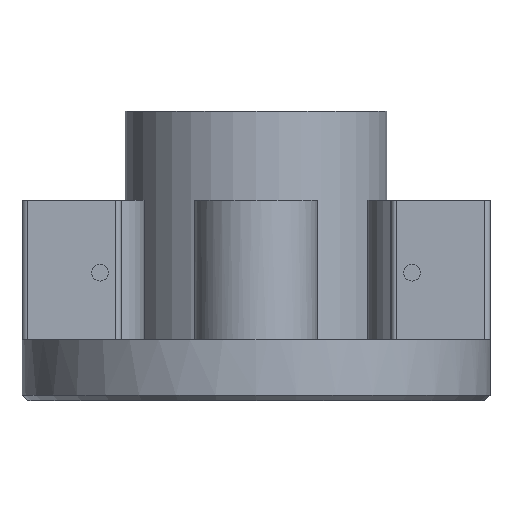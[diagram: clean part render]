
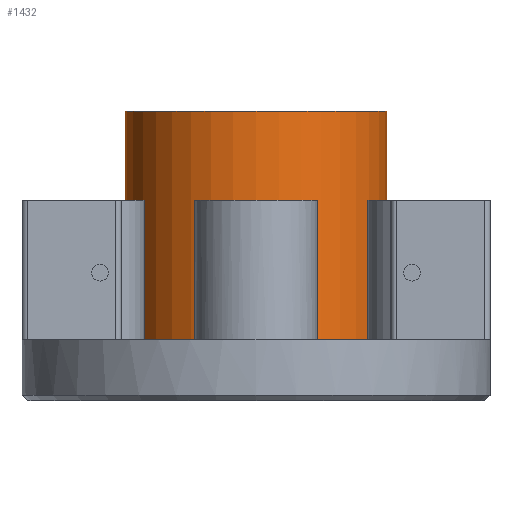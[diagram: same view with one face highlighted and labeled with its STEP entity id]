
A CAD part, front view. The second image highlights one B-rep face of the part: STEP entity #1432.
In plain terms, the highlighted cylindrical face has radius 11.75 mm (diameter 23.5 mm), a full revolution.
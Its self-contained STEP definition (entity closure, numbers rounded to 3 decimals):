
#178=FACE_OUTER_BOUND('',#278,.T.);
#278=EDGE_LOOP('',(#1325,#1326,#1327,#1328));
#427=LINE('',#2388,#576);
#576=VECTOR('',#1987,11.75);
#605=CIRCLE('',#1524,11.75);
#620=CIRCLE('',#1554,11.75);
#720=VERTEX_POINT('',#2277);
#736=VERTEX_POINT('',#2339);
#886=EDGE_CURVE('',#720,#720,#605,.T.);
#917=EDGE_CURVE('',#736,#736,#620,.T.);
#938=EDGE_CURVE('',#720,#736,#427,.T.);
#1325=ORIENTED_EDGE('',*,*,#886,.F.);
#1326=ORIENTED_EDGE('',*,*,#938,.T.);
#1327=ORIENTED_EDGE('',*,*,#917,.F.);
#1328=ORIENTED_EDGE('',*,*,#938,.F.);
#1348=CYLINDRICAL_SURFACE('',#1576,11.75);
#1432=ADVANCED_FACE('',(#178),#1348,.T.);
#1524=AXIS2_PLACEMENT_3D('',#2278,#1847,#1848);
#1554=AXIS2_PLACEMENT_3D('',#2340,#1923,#1924);
#1576=AXIS2_PLACEMENT_3D('',#2387,#1985,#1986);
#1847=DIRECTION('center_axis',(0.,0.,1.));
#1848=DIRECTION('ref_axis',(1.,0.,0.));
#1923=DIRECTION('center_axis',(0.,0.,-1.));
#1924=DIRECTION('ref_axis',(1.,0.,0.));
#1985=DIRECTION('center_axis',(0.,0.,1.));
#1986=DIRECTION('ref_axis',(1.,0.,0.));
#1987=DIRECTION('',(0.,0.,-1.));
#2277=CARTESIAN_POINT('',(-11.75,0.,26.));
#2278=CARTESIAN_POINT('Origin',(0.,0.,26.));
#2339=CARTESIAN_POINT('',(-11.75,0.,3.));
#2340=CARTESIAN_POINT('Origin',(0.,0.,3.));
#2387=CARTESIAN_POINT('Origin',(0.,0.,3.));
#2388=CARTESIAN_POINT('',(-11.75,0.,3.));
